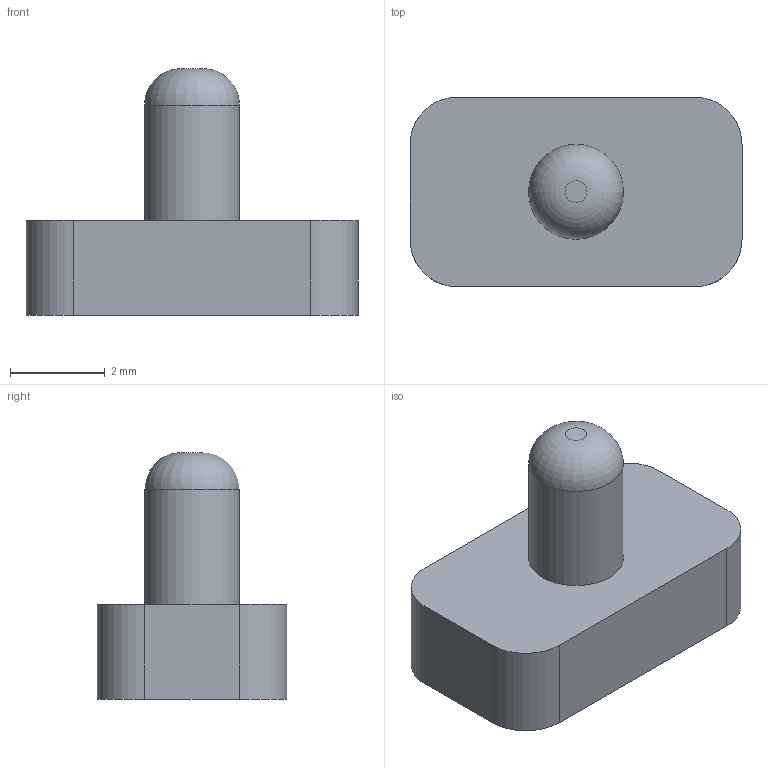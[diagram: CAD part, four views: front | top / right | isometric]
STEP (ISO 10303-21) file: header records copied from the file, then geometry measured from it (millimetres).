
FILE_DESCRIPTION(('STEP AP242'), '1');
FILE_NAME('Resset_button_10mm_mEnki_v1_Washtub_brige', '', ('UNSPECIFIED'), ('UNSPECIFIED'), 'C3D Converter', 'C3D Toolkit', '');
FILE_SCHEMA(('AP242_MANAGED_MODEL_BASED_3D_ENGINEERING_MIM_LF { 1 0 10303 442 1 1 4 }'));
Length unit declared in the file: millimetre
Bounding box: 7 x 4 x 5.2 mm (x, y, z)
Volume: 63.7 mm3; surface area: 112.6 mm2
Topology: 1 solids, 1 shells, 13 faces, 29 edges, 19 vertices
Faces by surface type: plane 7, cylinder 5, torus 1
Full cylindrical faces by diameter (mm): 2 x1
Entity records: 500 total; most frequent: DIRECTION 66, CARTESIAN_POINT 60, ORIENTED_EDGE 54, EDGE_CURVE 27, AXIS2_PLACEMENT_3D 25, VERTEX_POINT 19, EDGE_LOOP 16, LINE 16
